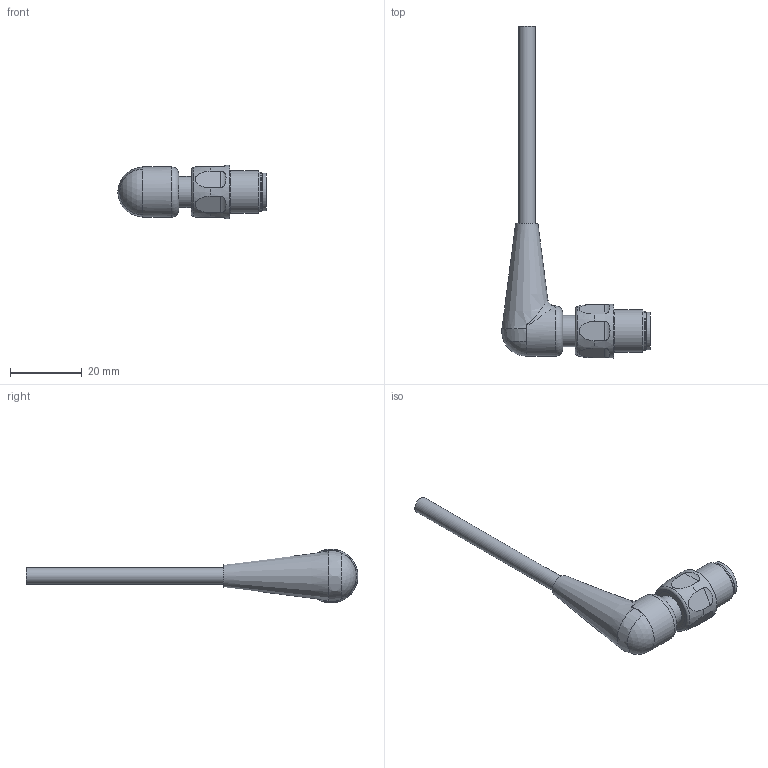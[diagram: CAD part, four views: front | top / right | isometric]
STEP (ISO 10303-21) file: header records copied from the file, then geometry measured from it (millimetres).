
FILE_DESCRIPTION(/* description */ (''),/* implementation_level */ '2;1');
FILE_NAME(/* name */ 'FB-WWASHK4-m_stp.stp',/* time_stamp */ '2020-03-05T08:48:36+01:00',/* author */ (''),/* organization */ (''),/* preprocessor_version */ 'ST-DEVELOPER v16',/* originating_system */ 'SIEMENS PLM Software NX 10.0',/* authorisation */ '');
FILE_SCHEMA (('AUTOMOTIVE_DESIGN { 1 0 10303 214 3 1 1 1 }'));
Length unit declared in the file: millimetre
Products named in the file (1): FB-WWASHK4-m_stp
Bounding box: 41.36 x 92.5 x 15 mm (x, y, z)
Volume: 7465.4 mm3; surface area: 3821.7 mm2
Topology: 1 solids, 1 shells, 78 faces, 205 edges, 136 vertices
Faces by surface type: cylinder 34, plane 29, sphere 5, torus 4, bspline 3, cone 3
Full cylindrical faces by diameter (mm): 1 x4, 4.6 x1, 8.3 x1, 8.7 x1, 9.9 x1, 10.5 x1, 10.9 x1, 11.9 x1, 14 x1, 15 x1
Entity records: 2624 total; most frequent: CARTESIAN_POINT 868, DIRECTION 376, ORIENTED_EDGE 322, EDGE_CURVE 161, AXIS2_PLACEMENT_3D 155, VERTEX_POINT 116, EDGE_LOOP 109, CIRCLE 79
